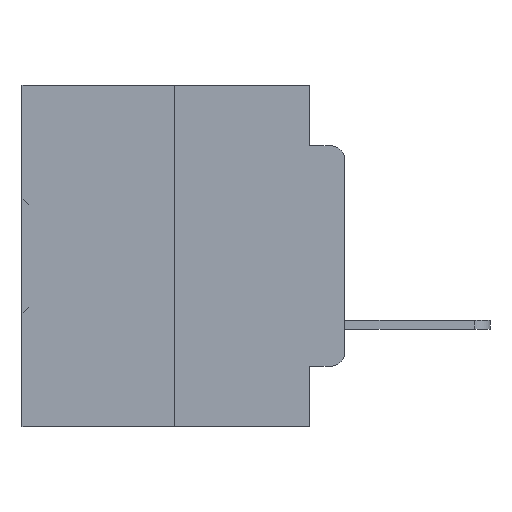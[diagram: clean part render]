
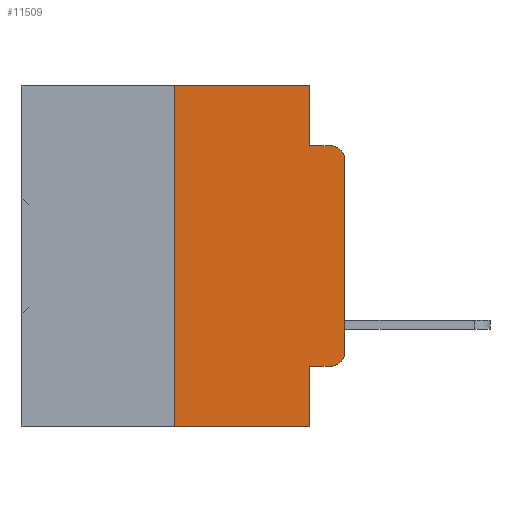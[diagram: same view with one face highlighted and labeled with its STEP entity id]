
A CAD part, left-side view. The second image highlights one B-rep face of the part: STEP entity #11509.
In plain terms, the highlighted planar face has unit normal (-1, 0, 0).
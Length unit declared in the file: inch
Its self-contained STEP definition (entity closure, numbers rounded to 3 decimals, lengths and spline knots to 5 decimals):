
#410 = ORIENTED_EDGE ( 'NONE', *, *, #16027, .F. ) ;
#765 = CARTESIAN_POINT ( 'NONE',  ( 0., 0., 0. ) ) ;
#1130 = CARTESIAN_POINT ( 'NONE',  ( 0., 0.25, 0. ) ) ;
#1215 = FACE_OUTER_BOUND ( 'NONE', #9665, .T. ) ;
#2141 = CARTESIAN_POINT ( 'NONE',  ( 0., 0.473, -0.5 ) ) ;
#2683 = AXIS2_PLACEMENT_3D ( 'NONE', #4529, #13274, #32619 ) ;
#2919 = ORIENTED_EDGE ( 'NONE', *, *, #6097, .F. ) ;
#3374 = VERTEX_POINT ( 'NONE', #32993 ) ;
#3894 = AXIS2_PLACEMENT_3D ( 'NONE', #14091, #33380, #16936 ) ;
#3935 = VERTEX_POINT ( 'NONE', #35430 ) ;
#4246 = CARTESIAN_POINT ( 'NONE',  ( 0., 0.25, -0.5 ) ) ;
#4420 = EDGE_CURVE ( 'NONE', #20625, #15738, #21364, .T. ) ;
#4529 = CARTESIAN_POINT ( 'NONE',  ( 0., 0.473, 0. ) ) ;
#4693 = DIRECTION ( 'NONE',  ( 0., 0., -1. ) ) ;
#5399 = VECTOR ( 'NONE', #25170, 39.37008 ) ;
#5720 = ORIENTED_EDGE ( 'NONE', *, *, #4420, .F. ) ;
#5802 = ORIENTED_EDGE ( 'NONE', *, *, #19155, .T. ) ;
#6097 = EDGE_CURVE ( 'NONE', #15738, #9787, #7331, .T. ) ;
#6119 = VECTOR ( 'NONE', #26231, 39.37008 ) ;
#6577 = ORIENTED_EDGE ( 'NONE', *, *, #22335, .F. ) ;
#7046 = LINE ( 'NONE', #9206, #6119 ) ;
#7198 = VERTEX_POINT ( 'NONE', #14533 ) ;
#7331 = LINE ( 'NONE', #11618, #35973 ) ;
#8003 = CIRCLE ( 'NONE', #3894, 0.02 ) ;
#9206 = CARTESIAN_POINT ( 'NONE',  ( 0., 0.051, -0.0885 ) ) ;
#9448 = ORIENTED_EDGE ( 'NONE', *, *, #23024, .T. ) ;
#9617 = EDGE_CURVE ( 'NONE', #15062, #3374, #8003, .T. ) ;
#9665 = EDGE_LOOP ( 'NONE', ( #33570, #34833, #35777, #410, #2919, #5720, #5802, #6577, #9448, #12053 ) ) ;
#9787 = VERTEX_POINT ( 'NONE', #11978 ) ;
#9792 = DIRECTION ( 'NONE',  ( 0., 0., 1. ) ) ;
#10391 = VERTEX_POINT ( 'NONE', #14666 ) ;
#11509 = ADVANCED_FACE ( 'NONE', ( #1215 ), #18845, .F. ) ;
#11618 = CARTESIAN_POINT ( 'NONE',  ( 0., 0.473, 0. ) ) ;
#11755 = EDGE_CURVE ( 'NONE', #7198, #32808, #29247, .T. ) ;
#11840 = VECTOR ( 'NONE', #12293, 39.37008 ) ;
#11978 = CARTESIAN_POINT ( 'NONE',  ( 0., 0.051, 0. ) ) ;
#12053 = ORIENTED_EDGE ( 'NONE', *, *, #11755, .T. ) ;
#12293 = DIRECTION ( 'NONE',  ( 0., -1., 0. ) ) ;
#12331 = VECTOR ( 'NONE', #35814, 39.37008 ) ;
#12332 = VECTOR ( 'NONE', #4693, 39.37008 ) ;
#13274 = DIRECTION ( 'NONE',  ( 1., 0., 0. ) ) ;
#14091 = CARTESIAN_POINT ( 'NONE',  ( 0., 0.02, -0.1085 ) ) ;
#14533 = CARTESIAN_POINT ( 'NONE',  ( 0., 0.02, -0.4115 ) ) ;
#14666 = CARTESIAN_POINT ( 'NONE',  ( 0., 0.051, -0.0885 ) ) ;
#14768 = VECTOR ( 'NONE', #29499, 39.37008 ) ;
#15062 = VERTEX_POINT ( 'NONE', #34828 ) ;
#15463 = CARTESIAN_POINT ( 'NONE',  ( 0., 0.25, 0. ) ) ;
#15507 = VECTOR ( 'NONE', #9792, 39.37008 ) ;
#15738 = VERTEX_POINT ( 'NONE', #15463 ) ;
#16027 = EDGE_CURVE ( 'NONE', #9787, #10391, #27868, .T. ) ;
#16936 = DIRECTION ( 'NONE',  ( 0., 0., -1. ) ) ;
#17244 = DIRECTION ( 'NONE',  ( -1., 0., 0. ) ) ;
#18460 = LINE ( 'NONE', #20715, #11840 ) ;
#18845 = PLANE ( 'NONE',  #2683 ) ;
#19155 = EDGE_CURVE ( 'NONE', #20625, #3935, #34367, .T. ) ;
#20625 = VERTEX_POINT ( 'NONE', #4246 ) ;
#20715 = CARTESIAN_POINT ( 'NONE',  ( 0., 0.051, -0.4115 ) ) ;
#21364 = LINE ( 'NONE', #1130, #14768 ) ;
#21691 = CARTESIAN_POINT ( 'NONE',  ( 0., 0., -0.3915 ) ) ;
#22335 = EDGE_CURVE ( 'NONE', #29839, #3935, #27151, .T. ) ;
#22392 = CARTESIAN_POINT ( 'NONE',  ( 0., 0.051, 0. ) ) ;
#22901 = DIRECTION ( 'NONE',  ( 0., -1., 0. ) ) ;
#23024 = EDGE_CURVE ( 'NONE', #29839, #7198, #18460, .T. ) ;
#25170 = DIRECTION ( 'NONE',  ( 0., 0., -1. ) ) ;
#25358 = EDGE_CURVE ( 'NONE', #10391, #3374, #7046, .T. ) ;
#26231 = DIRECTION ( 'NONE',  ( 0., -1., 0. ) ) ;
#26466 = CARTESIAN_POINT ( 'NONE',  ( 0., 0.051, -0.4115 ) ) ;
#27151 = LINE ( 'NONE', #27300, #12332 ) ;
#27300 = CARTESIAN_POINT ( 'NONE',  ( 0., 0.051, 0. ) ) ;
#27868 = LINE ( 'NONE', #22392, #5399 ) ;
#29247 = CIRCLE ( 'NONE', #32897, 0.02 ) ;
#29499 = DIRECTION ( 'NONE',  ( 0., 0., 1. ) ) ;
#29839 = VERTEX_POINT ( 'NONE', #26466 ) ;
#31048 = LINE ( 'NONE', #765, #15507 ) ;
#32619 = DIRECTION ( 'NONE',  ( 0., 0., -1. ) ) ;
#32808 = VERTEX_POINT ( 'NONE', #21691 ) ;
#32897 = AXIS2_PLACEMENT_3D ( 'NONE', #33673, #17244, #36351 ) ;
#32993 = CARTESIAN_POINT ( 'NONE',  ( 0., 0.02, -0.0885 ) ) ;
#33380 = DIRECTION ( 'NONE',  ( -1., 0., 0. ) ) ;
#33570 = ORIENTED_EDGE ( 'NONE', *, *, #33778, .T. ) ;
#33673 = CARTESIAN_POINT ( 'NONE',  ( 0., 0.02, -0.3915 ) ) ;
#33778 = EDGE_CURVE ( 'NONE', #32808, #15062, #31048, .T. ) ;
#34367 = LINE ( 'NONE', #2141, #12331 ) ;
#34828 = CARTESIAN_POINT ( 'NONE',  ( 0., 0., -0.1085 ) ) ;
#34833 = ORIENTED_EDGE ( 'NONE', *, *, #9617, .T. ) ;
#35430 = CARTESIAN_POINT ( 'NONE',  ( 0., 0.051, -0.5 ) ) ;
#35777 = ORIENTED_EDGE ( 'NONE', *, *, #25358, .F. ) ;
#35814 = DIRECTION ( 'NONE',  ( 0., -1., 0. ) ) ;
#35973 = VECTOR ( 'NONE', #22901, 39.37008 ) ;
#36351 = DIRECTION ( 'NONE',  ( 0., 0., -1. ) ) ;
